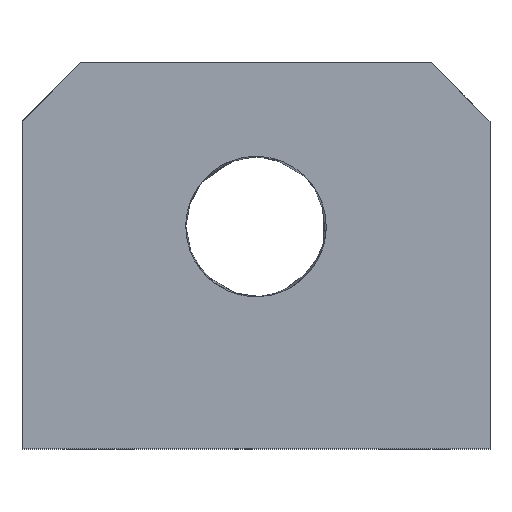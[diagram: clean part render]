
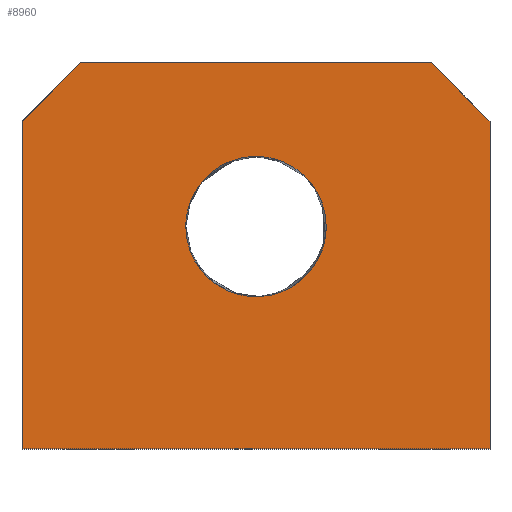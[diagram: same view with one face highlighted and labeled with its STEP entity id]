
A CAD part, top view. The second image highlights one B-rep face of the part: STEP entity #8960.
In plain terms, the highlighted free-form (B-spline) face has degree [1, 1] with [2, 2] control points.
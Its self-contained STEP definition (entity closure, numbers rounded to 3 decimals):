
#3930 = CARTESIAN_POINT ('', (-15., 33., 18.));
#3940 = VERTEX_POINT ('', #3930);
#3950 = CARTESIAN_POINT ('', (15., 33., 18.));
#3960 = VERTEX_POINT ('', #3950);
#3970 = CARTESIAN_POINT ('', (-15., 33., 18.));
#3980 = CARTESIAN_POINT ('', (15., 33., 18.));
#3990 = B_SPLINE_CURVE_WITH_KNOTS ('', 1, (#3970, #3980), .UNSPECIFIED., .F., .U., (2, 2), (0., 1.), .UNSPECIFIED.);
#4000 = EDGE_CURVE ('', #3940, #3960, #3990, .T.);
#8190 = CARTESIAN_POINT ('', (20., 28., 18.));
#8200 = VERTEX_POINT ('', #8190);
#8210 = CARTESIAN_POINT ('', (15., 33., 18.));
#8220 = CARTESIAN_POINT ('', (20., 28., 18.));
#8230 = B_SPLINE_CURVE_WITH_KNOTS ('', 1, (#8210, #8220), .UNSPECIFIED., .F., .U., (2, 2), (0., 1.), .UNSPECIFIED.);
#8240 = EDGE_CURVE ('', #3960, #8200, #8230, .T.);
#8390 = ORIENTED_EDGE ('', *, *, #4000, .F.);
#8400 = CARTESIAN_POINT ('', (-20., 28., 18.));
#8410 = VERTEX_POINT ('', #8400);
#8420 = CARTESIAN_POINT ('', (-15., 33., 18.));
#8430 = CARTESIAN_POINT ('', (-16.667, 31.333, 18.));
#8440 = CARTESIAN_POINT ('', (-18.333, 29.667, 18.));
#8450 = CARTESIAN_POINT ('', (-20., 28., 18.));
#8460 = B_SPLINE_CURVE_WITH_KNOTS ('', 3, (#8420, #8430, #8440, #8450), .UNSPECIFIED., .F., .U., (4, 4), (0., 1.), .UNSPECIFIED.);
#8470 = EDGE_CURVE ('', #3940, #8410, #8460, .T.);
#8480 = ORIENTED_EDGE ('', *, *, #8470, .T.);
#8490 = CARTESIAN_POINT ('', (-20., 0., 18.));
#8500 = VERTEX_POINT ('', #8490);
#8510 = CARTESIAN_POINT ('', (-20., 0., 18.));
#8520 = CARTESIAN_POINT ('', (-20., 28., 18.));
#8530 = B_SPLINE_CURVE_WITH_KNOTS ('', 1, (#8510, #8520), .UNSPECIFIED., .F., .U., (2, 2), (0., 1.), .UNSPECIFIED.);
#8540 = EDGE_CURVE ('', #8500, #8410, #8530, .T.);
#8550 = ORIENTED_EDGE ('', *, *, #8540, .F.);
#8560 = CARTESIAN_POINT ('', (20., 0., 18.));
#8570 = VERTEX_POINT ('', #8560);
#8580 = CARTESIAN_POINT ('', (-20., 0., 18.));
#8590 = CARTESIAN_POINT ('', (20., 0., 18.));
#8600 = B_SPLINE_CURVE_WITH_KNOTS ('', 1, (#8580, #8590), .UNSPECIFIED., .F., .U., (2, 2), (0., 1.), .UNSPECIFIED.);
#8610 = EDGE_CURVE ('', #8500, #8570, #8600, .T.);
#8620 = ORIENTED_EDGE ('', *, *, #8610, .T.);
#8630 = CARTESIAN_POINT ('', (20., 28., 18.));
#8640 = CARTESIAN_POINT ('', (20., 0., 18.));
#8650 = B_SPLINE_CURVE_WITH_KNOTS ('', 1, (#8630, #8640), .UNSPECIFIED., .F., .U., (2, 2), (0., 1.), .UNSPECIFIED.);
#8660 = EDGE_CURVE ('', #8200, #8570, #8650, .T.);
#8670 = ORIENTED_EDGE ('', *, *, #8660, .F.);
#8680 = ORIENTED_EDGE ('', *, *, #8240, .F.);
#8690 = EDGE_LOOP ('', (#8390, #8480, #8550, #8620, #8670, #8680));
#8700 = FACE_OUTER_BOUND ('', #8690, .T.);
#8710 = CARTESIAN_POINT ('', (6., 19., 18.));
#8720 = VERTEX_POINT ('', #8710);
#8730 = CARTESIAN_POINT ('', (-6., 19., 18.));
#8740 = VERTEX_POINT ('', #8730);
#8750 = CARTESIAN_POINT ('', (6., 19., 18.));
#8760 = CARTESIAN_POINT ('', (6., 31., 18.));
#8770 = CARTESIAN_POINT ('', (-6., 31., 18.));
#8780 = CARTESIAN_POINT ('', (-6., 19., 18.));
#8790 = (
   BOUNDED_CURVE ()
   B_SPLINE_CURVE (3, (#8750, #8760, #8770, #8780), .UNSPECIFIED., .F., .U.)
   B_SPLINE_CURVE_WITH_KNOTS ((4, 4), (0., 1.), .UNSPECIFIED.)
   CURVE ()
   GEOMETRIC_REPRESENTATION_ITEM ()
   RATIONAL_B_SPLINE_CURVE ((1., 0.333, 0.333, 1.))
   REPRESENTATION_ITEM ('')
);
#8800 = EDGE_CURVE ('', #8720, #8740, #8790, .T.);
#8810 = ORIENTED_EDGE ('', *, *, #8800, .F.);
#8820 = CARTESIAN_POINT ('', (-6., 19., 18.));
#8830 = CARTESIAN_POINT ('', (-6., 7., 18.));
#8840 = CARTESIAN_POINT ('', (6., 7., 18.));
#8850 = CARTESIAN_POINT ('', (6., 19., 18.));
#8860 = (
   BOUNDED_CURVE ()
   B_SPLINE_CURVE (3, (#8820, #8830, #8840, #8850), .UNSPECIFIED., .F., .U.)
   B_SPLINE_CURVE_WITH_KNOTS ((4, 4), (0., 1.), .UNSPECIFIED.)
   CURVE ()
   GEOMETRIC_REPRESENTATION_ITEM ()
   RATIONAL_B_SPLINE_CURVE ((1., 0.333, 0.333, 1.))
   REPRESENTATION_ITEM ('')
);
#8870 = EDGE_CURVE ('', #8740, #8720, #8860, .T.);
#8880 = ORIENTED_EDGE ('', *, *, #8870, .F.);
#8890 = EDGE_LOOP ('', (#8810, #8880));
#8900 = FACE_BOUND ('', #8890, .T.);
#8910 = CARTESIAN_POINT ('', (-20., 0., 18.));
#8920 = CARTESIAN_POINT ('', (-20., 33., 18.));
#8930 = CARTESIAN_POINT ('', (20., 0., 18.));
#8940 = CARTESIAN_POINT ('', (20., 33., 18.));
#8950 = B_SPLINE_SURFACE_WITH_KNOTS ('', 1, 1, ((#8910, #8920), (#8930, #8940)), .UNSPECIFIED., .F., .F., .U., (2, 2), (2, 2), (0., 1.), (0., 1.), .UNSPECIFIED.);
#8960 = ADVANCED_FACE ('', (#8700, #8900), #8950, .T.);
